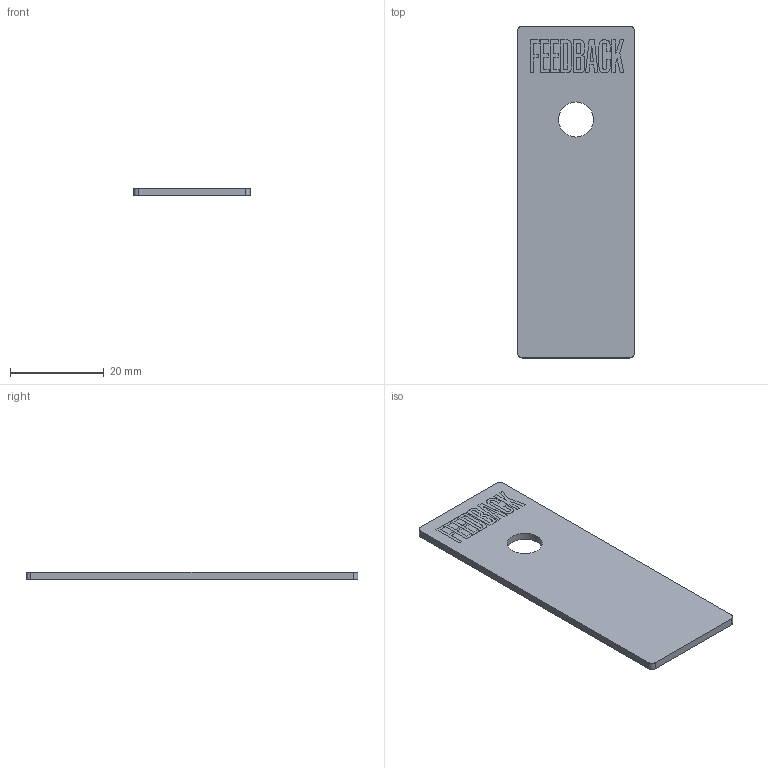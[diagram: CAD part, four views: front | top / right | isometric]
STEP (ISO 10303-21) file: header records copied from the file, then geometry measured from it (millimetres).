
FILE_DESCRIPTION(('FreeCAD Model'),'2;1');
FILE_NAME('Label Feedback.step','2019-11-20T16:17:17',('Author'),(''), 'Open CASCADE STEP processor 7.3','FreeCAD','Unknown');
FILE_SCHEMA(('AUTOMOTIVE_DESIGN { 1 0 10303 214 1 1 1 1 }'));
Length unit declared in the file: millimetre
Products named in the file (1): Label_Feedback
Bounding box: 25 x 71 x 1.61 mm (x, y, z)
Volume: 2768.7 mm3; surface area: 3804.2 mm2
Topology: 1 solids, 1 shells, 146 faces, 396 edges, 264 vertices
Faces by surface type: plane 107, extrusion 34, cylinder 5
Full cylindrical faces by diameter (mm): 7.5 x1
Entity records: 5617 total; most frequent: CARTESIAN_POINT 1011, ORIENTED_EDGE 792, DIRECTION 598, EDGE_CURVE 396, VECTOR 352, LINE 318, VERTEX_POINT 264, FACE_BOUND 160
